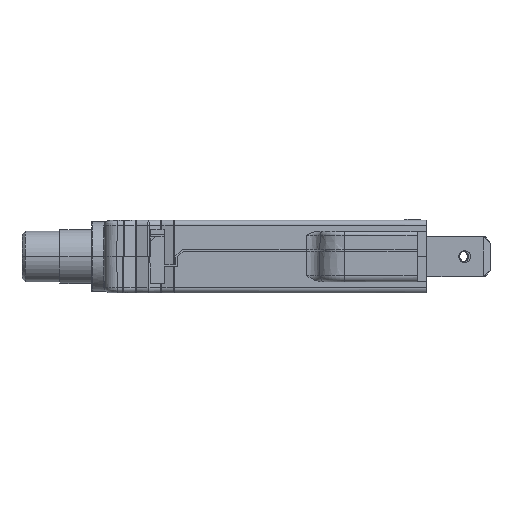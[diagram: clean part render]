
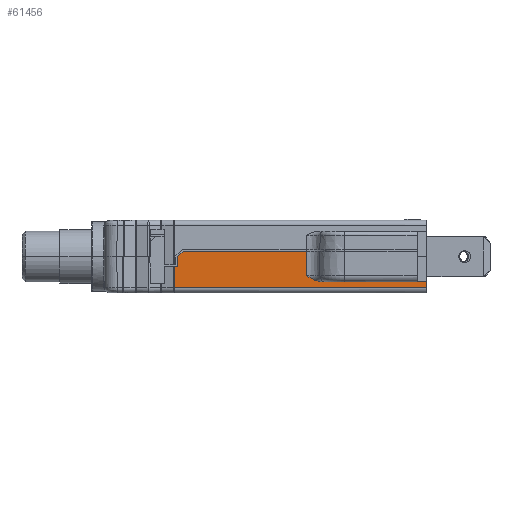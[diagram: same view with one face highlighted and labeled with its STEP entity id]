
A CAD part, left-side view. The second image highlights one B-rep face of the part: STEP entity #61456.
In plain terms, the highlighted planar face has unit normal (-1, 0, -0.009).
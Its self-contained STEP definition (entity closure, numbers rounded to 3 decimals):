
#14904=CARTESIAN_POINT('',(-21.457,-25.457,
-4.957));
#14914=DIRECTION('',(-0.009,-0.009,1.));
#14915=VECTOR('',#14914,0.957);
#14916=CARTESIAN_POINT('',(-21.457,-25.457,
-4.957));
#14917=LINE('',#14916,#14915);
#16389=CARTESIAN_POINT('',(-21.465,-8.907,-4.));
#16390=CARTESIAN_POINT('',(-21.465,-8.849,-4.));
#16391=CARTESIAN_POINT('',(-21.465,-8.726,
-3.995));
#16392=CARTESIAN_POINT('',(-21.465,-8.526,
-3.969));
#16393=CARTESIAN_POINT('',(-21.466,-8.309,
-3.923));
#16394=CARTESIAN_POINT('',(-21.466,-8.071,
-3.853));
#16395=CARTESIAN_POINT('',(-21.467,-7.806,
-3.752));
#16396=CARTESIAN_POINT('',(-21.468,-7.517,
-3.617));
#16397=CARTESIAN_POINT('',(-21.47,-7.208,
-3.45));
#16398=CARTESIAN_POINT('',(-21.472,-6.869,
-3.245));
#16399=CARTESIAN_POINT('',(-21.473,-6.626,-3.09));
#16400=CARTESIAN_POINT('',(-21.474,-6.5,-3.009));
#16407=DIRECTION('',(-0.009,0.,1.));
#16408=VECTOR('',#16407,3.889);
#16409=CARTESIAN_POINT('',(-21.474,-6.5,-3.009));
#16410=LINE('',#16409,#16408);
#16411=DIRECTION('',(0.009,-0.001,-1.));
#16412=VECTOR('',#16411,3.457);
#16413=CARTESIAN_POINT('',(-21.487,14.462,-1.5));
#16414=LINE('',#16413,#16412);
#16415=DIRECTION('',(0.006,0.707,-0.707));
#16416=VECTOR('',#16415,1.245);
#16417=CARTESIAN_POINT('',(-21.508,13.02,0.88));
#16418=LINE('',#16417,#16416);
#16419=DIRECTION('',(0.,1.,0.));
#16420=VECTOR('',#16419,16.558);
#16421=CARTESIAN_POINT('',(-21.465,-25.465,-4.));
#16422=LINE('',#16421,#16420);
#16423=DIRECTION('',(0.,1.,0.));
#16424=VECTOR('',#16423,39.915);
#16425=CARTESIAN_POINT('',(-21.457,-25.457,
-4.957));
#16426=LINE('',#16425,#16424);
#26450=DIRECTION('',(-0.009,-0.009,1.));
#26451=VECTOR('',#26450,1.5);
#26452=CARTESIAN_POINT('',(-21.487,13.913,-1.5));
#26453=LINE('',#26452,#26451);
#26508=DIRECTION('',(0.,-1.,0.));
#26509=VECTOR('',#26508,19.52);
#26510=CARTESIAN_POINT('',(-21.508,13.02,0.88));
#26511=LINE('',#26510,#26509);
#26816=CARTESIAN_POINT('',(-21.487,14.462,-1.5));
#26830=DIRECTION('',(0.,1.,0.));
#26831=VECTOR('',#26830,0.549);
#26832=CARTESIAN_POINT('',(-21.487,13.913,-1.5));
#26833=LINE('',#26832,#26831);
#36705=CARTESIAN_POINT('',(-21.508,-6.5,0.88));
#36707=VERTEX_POINT('',#36705);
#36739=CARTESIAN_POINT('',(-21.487,13.913,-1.5));
#36740=VERTEX_POINT('',#36739);
#36760=CARTESIAN_POINT('',(-21.465,-25.465,-4.));
#36762=VERTEX_POINT('',#36760);
#36806=CARTESIAN_POINT('',(-21.508,13.02,0.88));
#36807=VERTEX_POINT('',#36806);
#36808=CARTESIAN_POINT('',(-21.5,13.9,0.));
#36809=VERTEX_POINT('',#36808);
#36980=CARTESIAN_POINT('',(-21.474,-6.5,-3.009));
#36982=VERTEX_POINT('',#36980);
#36984=CARTESIAN_POINT('',(-21.465,-8.907,-4.));
#36986=VERTEX_POINT('',#36984);
#37015=VERTEX_POINT('',#14904);
#37041=VERTEX_POINT('',#26816);
#37042=CARTESIAN_POINT('',(-21.457,14.458,
-4.957));
#37043=VERTEX_POINT('',#37042);
#61433=CARTESIAN_POINT('',(-21.5,26.62,0.));
#61434=DIRECTION('',(-1.,0.,-0.009));
#61435=DIRECTION('',(0.,-1.,0.));
#61436=AXIS2_PLACEMENT_3D('',#61433,#61434,#61435);
#61437=PLANE('',#61436);
#61439=ORIENTED_EDGE('',*,*,#61438,.F.);
#61441=ORIENTED_EDGE('',*,*,#61440,.F.);
#61443=ORIENTED_EDGE('',*,*,#61442,.T.);
#61445=ORIENTED_EDGE('',*,*,#61444,.F.);
#61447=ORIENTED_EDGE('',*,*,#61446,.T.);
#61448=ORIENTED_EDGE('',*,*,#61424,.F.);
#61449=ORIENTED_EDGE('',*,*,#61413,.F.);
#61450=ORIENTED_EDGE('',*,*,#61378,.F.);
#61451=ORIENTED_EDGE('',*,*,#59313,.F.);
#61453=ORIENTED_EDGE('',*,*,#61452,.T.);
#61454=EDGE_LOOP('',(#61439,#61441,#61443,#61445,#61447,#61448,#61449,#61450,
#61451,#61453));
#61455=FACE_OUTER_BOUND('',#61454,.F.);
#16401=B_SPLINE_CURVE_WITH_KNOTS('',3,(#16389,#16390,#16391,#16392,#16393,
#16394,#16395,#16396,#16397,#16398,#16399,#16400),.UNSPECIFIED.,.F.,.F.,(4,1,1,
1,1,1,1,1,1,4),(0.,0.111,0.222,0.333,
0.444,0.556,0.667,0.778,
0.889,1.),.UNSPECIFIED.);
#59313=EDGE_CURVE('',#37015,#36762,#14917,.T.);
#61378=EDGE_CURVE('',#36762,#36986,#16422,.T.);
#61413=EDGE_CURVE('',#36986,#36982,#16401,.T.);
#61424=EDGE_CURVE('',#36982,#36707,#16410,.T.);
#61438=EDGE_CURVE('',#37041,#37043,#16414,.T.);
#61440=EDGE_CURVE('',#36740,#37041,#26833,.T.);
#61442=EDGE_CURVE('',#36740,#36809,#26453,.T.);
#61444=EDGE_CURVE('',#36807,#36809,#16418,.T.);
#61446=EDGE_CURVE('',#36807,#36707,#26511,.T.);
#61452=EDGE_CURVE('',#37015,#37043,#16426,.T.);
#61456=ADVANCED_FACE('',(#61455),#61437,.T.);
